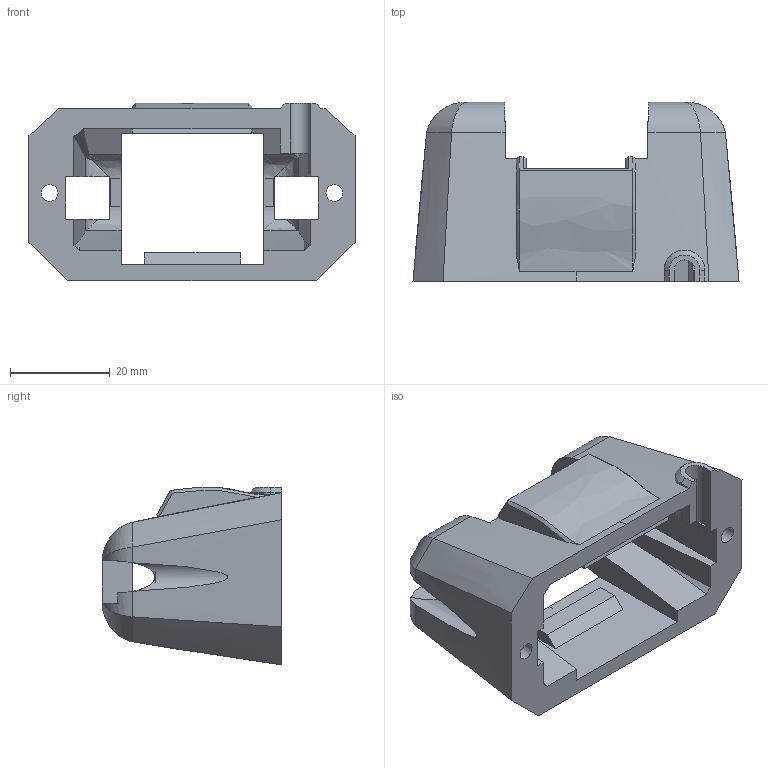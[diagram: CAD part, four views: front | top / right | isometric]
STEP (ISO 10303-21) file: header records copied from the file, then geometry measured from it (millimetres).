
FILE_DESCRIPTION(/* description */ (''),/* implementation_level */ '2;1');
FILE_NAME(/* name */ 'Fuselage 1.step',/* time_stamp */ '2024-06-06T08:51:33+02:00',/* author */ (''),/* organization */ (''),/* preprocessor_version */ 'ST-DEVELOPER v20',/* originating_system */ 'Autodesk Translation Framework v13.14.0.145',/* authorisation */ '');
FILE_SCHEMA (('AUTOMOTIVE_DESIGN { 1 0 10303 214 3 1 1 }'));
Length unit declared in the file: millimetre
Products named in the file (1): Fuselage 1
Bounding box: 65.49 x 36 x 35.72 mm (x, y, z)
Volume: 20471.7 mm3; surface area: 12524.9 mm2
Topology: 1 solids, 1 shells, 121 faces, 362 edges, 236 vertices
Faces by surface type: plane 55, bspline 44, cylinder 19, cone 3
Full cylindrical faces by diameter (mm): 3.4 x2, 6.4 x2
Entity records: 5297 total; most frequent: CARTESIAN_POINT 2459, ORIENTED_EDGE 724, DIRECTION 369, EDGE_CURVE 362, VERTEX_POINT 236, B_SPLINE_CURVE_WITH_KNOTS 183, LINE 141, VECTOR 141
